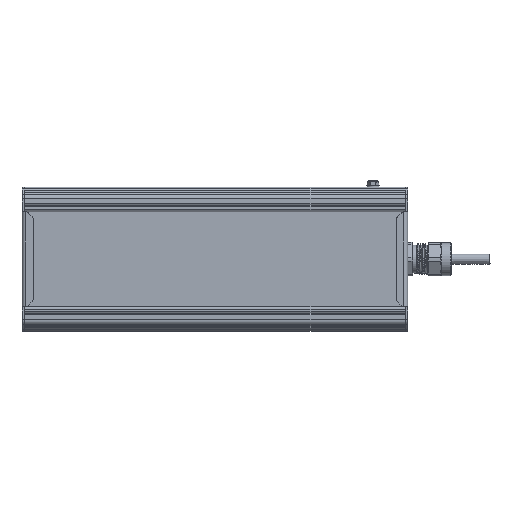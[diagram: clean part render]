
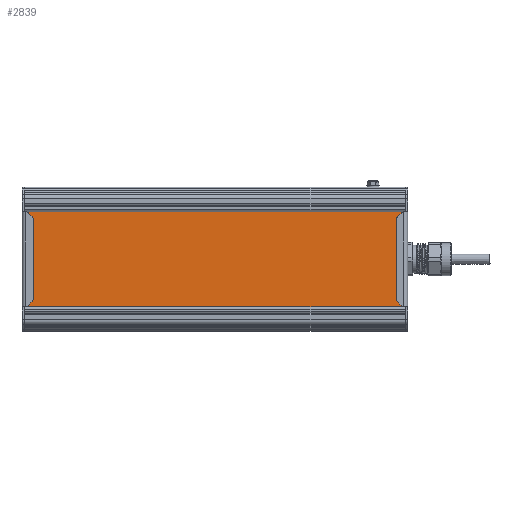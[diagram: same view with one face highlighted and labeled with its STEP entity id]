
A CAD part, front view. The second image highlights one B-rep face of the part: STEP entity #2839.
In plain terms, the highlighted face is planar.
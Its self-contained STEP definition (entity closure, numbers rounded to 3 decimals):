
#2839=ADVANCED_FACE('',(#9258),#9260,.T.);
#9258=FACE_BOUND('',#9259,.T.);
#9259=EDGE_LOOP('',(#31502,#31503,#31504,#31505));
#9260=PLANE('',#9261);
#9261=AXIS2_PLACEMENT_3D('',#9262,#9263,#9264);
#9262=CARTESIAN_POINT('',(120.465,593.492,117.308));
#9263=DIRECTION('',(0.,0.,-1.));
#9264=DIRECTION('',(0.,1.,0.));
#31502=ORIENTED_EDGE('',*,*,#35275,.T.);
#31503=ORIENTED_EDGE('',*,*,#35274,.T.);
#31504=ORIENTED_EDGE('',*,*,#35276,.F.);
#31505=ORIENTED_EDGE('',*,*,#35277,.F.);
#35274=EDGE_CURVE('',#38227,#38232,#38234,.T.);
#35275=EDGE_CURVE('',#38235,#38227,#38236,.T.);
#35276=EDGE_CURVE('',#38237,#38232,#38238,.T.);
#35277=EDGE_CURVE('',#38235,#38237,#38239,.T.);
#38227=VERTEX_POINT('',#47978);
#38232=VERTEX_POINT('',#47987);
#38234=LINE('',#47991,#47992);
#38235=VERTEX_POINT('',#47994);
#38236=LINE('',#47995,#47996);
#38237=VERTEX_POINT('',#47998);
#38238=LINE('',#47999,#48000);
#38239=LINE('',#48002,#48003);
#47978=CARTESIAN_POINT('',(120.465,679.838,117.308));
#47987=CARTESIAN_POINT('',(416.465,679.838,117.308));
#47991=CARTESIAN_POINT('',(120.465,679.838,117.308));
#47992=VECTOR('',#47993,1.);
#47993=DIRECTION('',(1.,0.,0.));
#47994=CARTESIAN_POINT('',(120.465,593.492,117.308));
#47995=CARTESIAN_POINT('',(120.465,593.492,117.308));
#47996=VECTOR('',#47997,1.);
#47997=DIRECTION('',(0.,1.,0.));
#47998=CARTESIAN_POINT('',(416.465,593.492,117.308));
#47999=CARTESIAN_POINT('',(416.465,593.492,117.308));
#48000=VECTOR('',#48001,1.);
#48001=DIRECTION('',(0.,1.,0.));
#48002=CARTESIAN_POINT('',(120.465,593.492,117.308));
#48003=VECTOR('',#48004,1.);
#48004=DIRECTION('',(1.,0.,0.));
